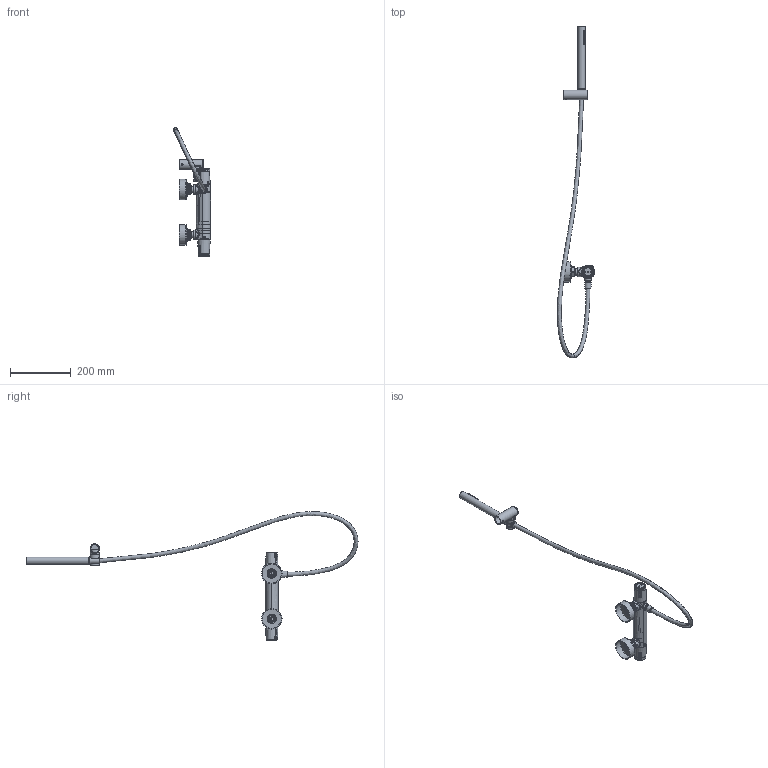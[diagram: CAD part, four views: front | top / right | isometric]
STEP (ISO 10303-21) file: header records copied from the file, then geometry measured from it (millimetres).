
FILE_DESCRIPTION (( 'STEP AP203' ), '1' );
FILE_NAME ('34DP06708.STEP', '2025-06-16T11:23:16', ( '' ), ( '' ), 'SwSTEP 2.0', 'SolidWorks 2021', '' );
FILE_SCHEMA (( 'CONFIG_CONTROL_DESIGN' ));
Products named in the file (1): 34DP06708
Bounding box: 122.12 x 1091.9 x 423.14 mm (x, y, z)
Volume: 496588.5 mm3; surface area: 274051.3 mm2
Topology: 24 solids, 24 shells, 1399 faces, 3412 edges, 2210 vertices
Faces by surface type: plane 576, cylinder 332, bspline 297, cone 175, torus 15, sphere 4
Full cylindrical faces by diameter (mm): 2.3 x1, 2.95 x4, 3 x1, 4 x2, 4.8 x1, 5 x5, 5.3 x1, 5.5 x1, 5.8 x8, 6 x1, 6.2 x1, 7.5 x1, 7.8 x1, 8.2 x1, 8.9 x1, 9 x1, 9.8 x3, 10 x1, 10.1 x2, 10.5 x1, 12.5 x2, 12.6 x1, 12.8 x1, 13 x1, 13.4 x1, 14 x2, 15 x7, 16 x1, 16.2 x2, 17.7 x1
Entity records: 67964 total; most frequent: CARTESIAN_POINT 40608, ORIENTED_EDGE 5752, DIRECTION 4610, EDGE_CURVE 2876, VERTEX_POINT 1998, EDGE_LOOP 1894, AXIS2_PLACEMENT_3D 1724, FACE_OUTER_BOUND 1514
